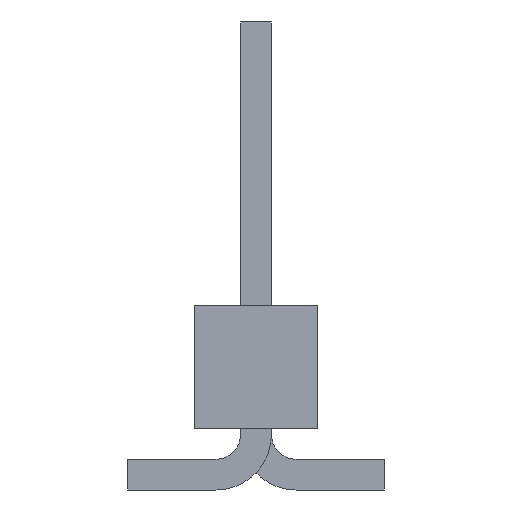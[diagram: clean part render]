
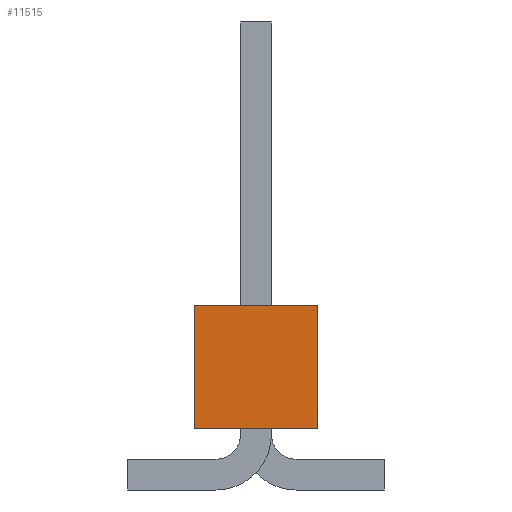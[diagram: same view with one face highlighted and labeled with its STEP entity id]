
A CAD part, left-side view. The second image highlights one B-rep face of the part: STEP entity #11515.
In plain terms, the highlighted planar face has unit normal (-1, 0, 0).
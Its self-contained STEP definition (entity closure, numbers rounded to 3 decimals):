
#1698 = VERTEX_POINT('',#1699);
#1699 = CARTESIAN_POINT('',(-60.96,1.27,-1.27));
#1705 = EDGE_CURVE('',#1698,#1706,#1708,.T.);
#1706 = VERTEX_POINT('',#1707);
#1707 = CARTESIAN_POINT('',(-60.96,1.27,1.27));
#1708 = LINE('',#1709,#1710);
#1709 = CARTESIAN_POINT('',(-60.96,1.27,-1.27));
#1710 = VECTOR('',#1711,1.);
#1711 = DIRECTION('',(0.,0.,1.));
#9378 = VERTEX_POINT('',#9379);
#9379 = CARTESIAN_POINT('',(-60.96,-1.27,1.27));
#9385 = EDGE_CURVE('',#9386,#9378,#9388,.T.);
#9386 = VERTEX_POINT('',#9387);
#9387 = CARTESIAN_POINT('',(-60.96,-1.27,-1.27));
#9388 = LINE('',#9389,#9390);
#9389 = CARTESIAN_POINT('',(-60.96,-1.27,-1.27));
#9390 = VECTOR('',#9391,1.);
#9391 = DIRECTION('',(0.,0.,1.));
#9414 = EDGE_CURVE('',#1698,#9386,#9415,.T.);
#9415 = LINE('',#9416,#9417);
#9416 = CARTESIAN_POINT('',(-60.96,1.27,-1.27));
#9417 = VECTOR('',#9418,1.);
#9418 = DIRECTION('',(0.,-1.,0.));
#11504 = EDGE_CURVE('',#1706,#9378,#11505,.T.);
#11505 = LINE('',#11506,#11507);
#11506 = CARTESIAN_POINT('',(-60.96,1.27,1.27));
#11507 = VECTOR('',#11508,1.);
#11508 = DIRECTION('',(0.,-1.,0.));
#11515 = ADVANCED_FACE('',(#11516),#11522,.F.);
#11516 = FACE_BOUND('',#11517,.T.);
#11517 = EDGE_LOOP('',(#11518,#11519,#11520,#11521));
#11518 = ORIENTED_EDGE('',*,*,#9385,.T.);
#11519 = ORIENTED_EDGE('',*,*,#11504,.F.);
#11520 = ORIENTED_EDGE('',*,*,#1705,.F.);
#11521 = ORIENTED_EDGE('',*,*,#9414,.T.);
#11522 = PLANE('',#11523);
#11523 = AXIS2_PLACEMENT_3D('',#11524,#11525,#11526);
#11524 = CARTESIAN_POINT('',(-60.96,1.27,-1.27));
#11525 = DIRECTION('',(1.,0.,0.));
#11526 = DIRECTION('',(0.,0.,-1.));
